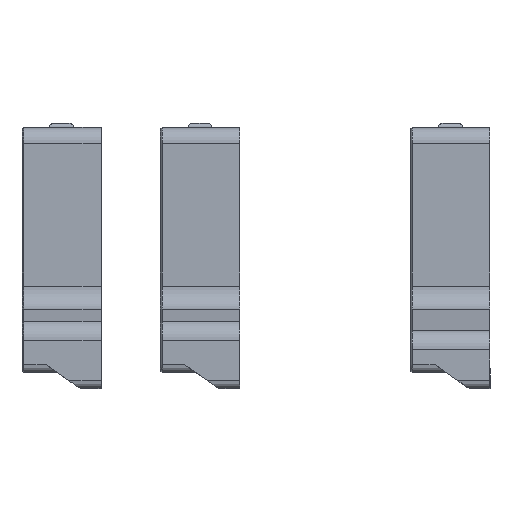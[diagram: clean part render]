
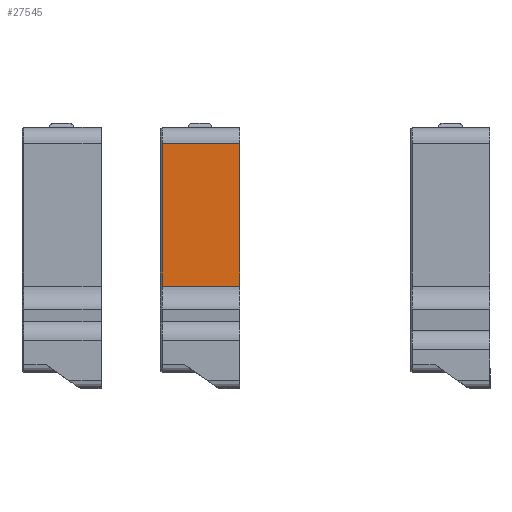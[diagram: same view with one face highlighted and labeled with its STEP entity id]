
A CAD part, front view. The second image highlights one B-rep face of the part: STEP entity #27545.
In plain terms, the highlighted planar face has unit normal (0, -1, 0).
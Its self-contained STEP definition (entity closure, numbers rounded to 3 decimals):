
#1495=PLANE('',#29871);
#2733=FACE_OUTER_BOUND('',#4377,.T.);
#4377=EDGE_LOOP('',(#23155,#23156,#23157,#23158));
#6564=LINE('',#44540,#9130);
#6779=LINE('',#45209,#9345);
#6780=LINE('',#45212,#9346);
#6781=LINE('',#45213,#9347);
#9130=VECTOR('',#35118,10.);
#9345=VECTOR('',#35795,6.);
#9346=VECTOR('',#35798,10.);
#9347=VECTOR('',#35799,10.);
#12815=VERTEX_POINT('',#44537);
#12816=VERTEX_POINT('',#44539);
#12992=VERTEX_POINT('',#45205);
#12994=VERTEX_POINT('',#45211);
#16229=EDGE_CURVE('',#12815,#12816,#6564,.T.);
#16548=EDGE_CURVE('',#12816,#12992,#6779,.T.);
#16549=EDGE_CURVE('',#12994,#12992,#6780,.T.);
#16550=EDGE_CURVE('',#12994,#12815,#6781,.T.);
#23155=ORIENTED_EDGE('',*,*,#16549,.T.);
#23156=ORIENTED_EDGE('',*,*,#16548,.F.);
#23157=ORIENTED_EDGE('',*,*,#16229,.F.);
#23158=ORIENTED_EDGE('',*,*,#16550,.F.);
#27545=ADVANCED_FACE('',(#2733),#1495,.F.);
#29871=AXIS2_PLACEMENT_3D('',#45210,#35796,#35797);
#35118=DIRECTION('',(0.,0.,-1.));
#35795=DIRECTION('',(-1.,0.,0.));
#35796=DIRECTION('center_axis',(0.,1.,0.));
#35797=DIRECTION('ref_axis',(0.,0.,
1.));
#35798=DIRECTION('',(0.,0.,-1.));
#35799=DIRECTION('',(1.,0.,0.));
#44537=CARTESIAN_POINT('',(292.,29.7,-62.096));
#44539=CARTESIAN_POINT('',(292.,29.7,-98.198));
#44540=CARTESIAN_POINT('',(292.,29.7,-94.647));
#45205=CARTESIAN_POINT('',(272.4,29.7,-98.198));
#45209=CARTESIAN_POINT('',(292.,29.7,-98.198));
#45210=CARTESIAN_POINT('Origin',(292.,29.7,-98.198));
#45211=CARTESIAN_POINT('',(272.4,29.7,-62.096));
#45212=CARTESIAN_POINT('',(272.4,29.7,-94.647));
#45213=CARTESIAN_POINT('',(292.,29.7,-62.096));
